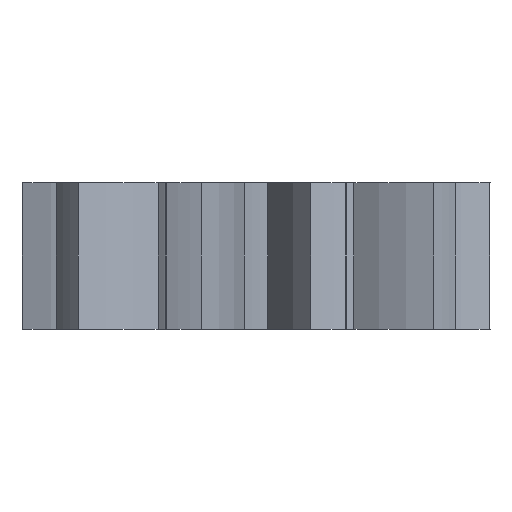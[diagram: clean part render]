
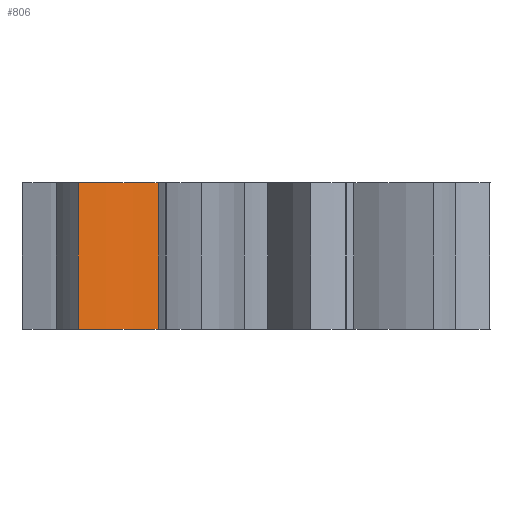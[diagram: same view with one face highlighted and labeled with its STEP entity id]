
A CAD part, left-side view. The second image highlights one B-rep face of the part: STEP entity #806.
In plain terms, the highlighted cylindrical face has radius 6.909 mm (diameter 13.818 mm), a partial arc.
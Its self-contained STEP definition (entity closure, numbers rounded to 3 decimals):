
#16=LINE('',#1294,#56);
#19=LINE('',#1308,#59);
#56=VECTOR('',#1003,10.);
#59=VECTOR('',#1018,10.);
#102=FACE_OUTER_BOUND('',#146,.T.);
#146=EDGE_LOOP('',(#484,#485,#486,#487));
#194=CIRCLE('',#876,6.909);
#195=CIRCLE('',#877,6.909);
#272=VERTEX_POINT('',#1290);
#274=VERTEX_POINT('',#1293);
#278=VERTEX_POINT('',#1305);
#279=VERTEX_POINT('',#1307);
#355=EDGE_CURVE('',#274,#272,#16,.T.);
#361=EDGE_CURVE('',#278,#272,#194,.T.);
#362=EDGE_CURVE('',#279,#278,#19,.T.);
#363=EDGE_CURVE('',#274,#279,#195,.T.);
#484=ORIENTED_EDGE('',*,*,#361,.F.);
#485=ORIENTED_EDGE('',*,*,#362,.F.);
#486=ORIENTED_EDGE('',*,*,#363,.F.);
#487=ORIENTED_EDGE('',*,*,#355,.T.);
#721=CYLINDRICAL_SURFACE('',#875,6.909);
#806=ADVANCED_FACE('',(#102),#721,.T.);
#875=AXIS2_PLACEMENT_3D('',#1304,#1014,#1015);
#876=AXIS2_PLACEMENT_3D('',#1306,#1016,#1017);
#877=AXIS2_PLACEMENT_3D('',#1309,#1019,#1020);
#1003=DIRECTION('',(0.,0.,1.));
#1014=DIRECTION('center_axis',(0.,0.,1.));
#1015=DIRECTION('ref_axis',(-0.792,-0.611,0.));
#1016=DIRECTION('center_axis',(0.,0.,1.));
#1017=DIRECTION('ref_axis',(-0.792,-0.611,0.));
#1018=DIRECTION('',(0.,0.,1.));
#1019=DIRECTION('center_axis',(0.,0.,-1.));
#1020=DIRECTION('ref_axis',(-0.792,-0.611,0.));
#1290=CARTESIAN_POINT('',(-3.921,3.349,5.));
#1293=CARTESIAN_POINT('',(-3.921,3.349,0.));
#1294=CARTESIAN_POINT('',(-3.921,3.349,0.));
#1304=CARTESIAN_POINT('Origin',(1.549,7.569,0.));
#1305=CARTESIAN_POINT('',(-5.199,6.087,5.));
#1306=CARTESIAN_POINT('Origin',(1.549,7.569,5.));
#1307=CARTESIAN_POINT('',(-5.199,6.087,0.));
#1308=CARTESIAN_POINT('',(-5.199,6.087,0.));
#1309=CARTESIAN_POINT('Origin',(1.549,7.569,0.));
